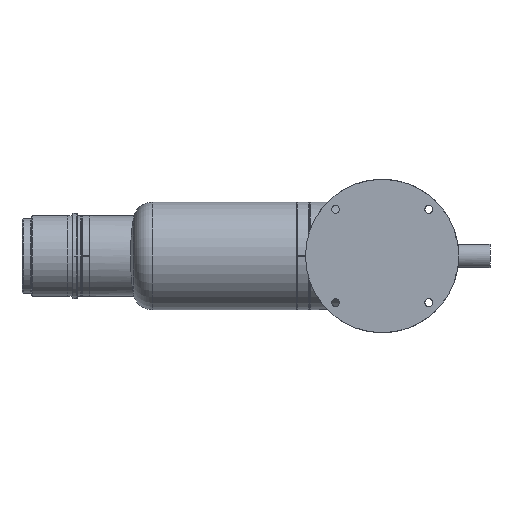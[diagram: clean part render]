
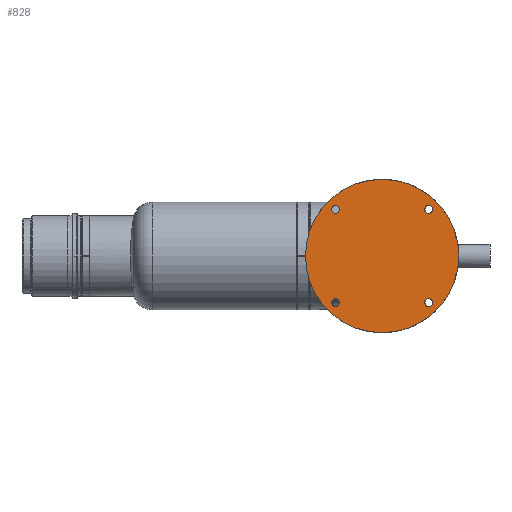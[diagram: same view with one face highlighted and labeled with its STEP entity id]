
A CAD part, front view. The second image highlights one B-rep face of the part: STEP entity #828.
In plain terms, the highlighted planar face has unit normal (0, -1, 0).
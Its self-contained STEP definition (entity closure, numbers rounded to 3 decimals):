
#62=CARTESIAN_POINT('',(-38.891,0.,-38.891));
#63=DIRECTION('',(0.,1.,0.));
#64=DIRECTION('',(1.,0.,0.));
#65=AXIS2_PLACEMENT_3D('',#62,#63,#64);
#71=CARTESIAN_POINT('',(-38.891,0.,-38.891));
#72=DIRECTION('',(0.,1.,0.));
#73=DIRECTION('',(-1.,0.,0.));
#74=AXIS2_PLACEMENT_3D('',#71,#72,#73);
#79=CARTESIAN_POINT('',(38.891,0.,-38.891));
#80=DIRECTION('',(0.,1.,0.));
#81=DIRECTION('',(0.,0.,1.));
#82=AXIS2_PLACEMENT_3D('',#79,#80,#81);
#87=CARTESIAN_POINT('',(38.891,0.,-38.891));
#88=DIRECTION('',(0.,1.,0.));
#89=DIRECTION('',(0.,0.,-1.));
#90=AXIS2_PLACEMENT_3D('',#87,#88,#89);
#95=CARTESIAN_POINT('',(38.891,0.,38.891));
#96=DIRECTION('',(0.,1.,0.));
#97=DIRECTION('',(-1.,0.,0.));
#98=AXIS2_PLACEMENT_3D('',#95,#96,#97);
#103=CARTESIAN_POINT('',(38.891,0.,38.891));
#104=DIRECTION('',(0.,1.,0.));
#105=DIRECTION('',(1.,0.,0.));
#106=AXIS2_PLACEMENT_3D('',#103,#104,#105);
#111=CARTESIAN_POINT('',(-38.891,0.,38.891));
#112=DIRECTION('',(0.,1.,0.));
#113=DIRECTION('',(0.,0.,-1.));
#114=AXIS2_PLACEMENT_3D('',#111,#112,#113);
#119=CARTESIAN_POINT('',(-38.891,0.,38.891));
#120=DIRECTION('',(0.,1.,0.));
#121=DIRECTION('',(0.,0.,1.));
#122=AXIS2_PLACEMENT_3D('',#119,#120,#121);
#142=CARTESIAN_POINT('',(0.,0.,0.));
#143=DIRECTION('',(0.,-1.,0.));
#144=DIRECTION('',(1.,0.,0.));
#145=AXIS2_PLACEMENT_3D('',#142,#143,#144);
#604=CARTESIAN_POINT('',(0.,0.,0.));
#605=DIRECTION('',(0.,1.,0.));
#606=DIRECTION('',(1.,0.,0.));
#607=AXIS2_PLACEMENT_3D('',#604,#605,#606);
#711=CARTESIAN_POINT('',(64.,0.,0.));
#712=CARTESIAN_POINT('',(-64.,0.,0.));
#713=VERTEX_POINT('',#711);
#714=VERTEX_POINT('',#712);
#723=CARTESIAN_POINT('',(-35.591,0.,-38.891));
#724=CARTESIAN_POINT('',(-42.191,0.,-38.891));
#725=VERTEX_POINT('',#723);
#726=VERTEX_POINT('',#724);
#736=CARTESIAN_POINT('',(38.891,0.,-35.591));
#737=CARTESIAN_POINT('',(38.891,0.,-42.191));
#738=VERTEX_POINT('',#736);
#739=VERTEX_POINT('',#737);
#744=CARTESIAN_POINT('',(35.591,0.,38.891));
#745=CARTESIAN_POINT('',(42.191,0.,38.891));
#746=VERTEX_POINT('',#744);
#747=VERTEX_POINT('',#745);
#752=CARTESIAN_POINT('',(-38.891,0.,35.591));
#753=CARTESIAN_POINT('',(-38.891,0.,42.191));
#754=VERTEX_POINT('',#752);
#755=VERTEX_POINT('',#753);
#793=CARTESIAN_POINT('',(0.,0.,0.));
#794=DIRECTION('',(0.,-1.,0.));
#795=DIRECTION('',(-1.,0.,0.));
#796=AXIS2_PLACEMENT_3D('',#793,#794,#795);
#797=PLANE('',#796);
#799=ORIENTED_EDGE('',*,*,#798,.F.);
#801=ORIENTED_EDGE('',*,*,#800,.T.);
#802=EDGE_LOOP('',(#799,#801));
#803=FACE_OUTER_BOUND('',#802,.F.);
#805=ORIENTED_EDGE('',*,*,#804,.F.);
#807=ORIENTED_EDGE('',*,*,#806,.F.);
#808=EDGE_LOOP('',(#805,#807));
#809=FACE_BOUND('',#808,.F.);
#811=ORIENTED_EDGE('',*,*,#810,.F.);
#813=ORIENTED_EDGE('',*,*,#812,.F.);
#814=EDGE_LOOP('',(#811,#813));
#815=FACE_BOUND('',#814,.F.);
#817=ORIENTED_EDGE('',*,*,#816,.F.);
#819=ORIENTED_EDGE('',*,*,#818,.F.);
#820=EDGE_LOOP('',(#817,#819));
#821=FACE_BOUND('',#820,.F.);
#823=ORIENTED_EDGE('',*,*,#822,.F.);
#825=ORIENTED_EDGE('',*,*,#824,.F.);
#826=EDGE_LOOP('',(#823,#825));
#827=FACE_BOUND('',#826,.F.);
#66=CIRCLE('',#65,3.3);
#75=CIRCLE('',#74,3.3);
#83=CIRCLE('',#82,3.3);
#91=CIRCLE('',#90,3.3);
#99=CIRCLE('',#98,3.3);
#107=CIRCLE('',#106,3.3);
#115=CIRCLE('',#114,3.3);
#123=CIRCLE('',#122,3.3);
#146=CIRCLE('',#145,64.);
#608=CIRCLE('',#607,64.);
#798=EDGE_CURVE('',#713,#714,#146,.T.);
#800=EDGE_CURVE('',#713,#714,#608,.T.);
#804=EDGE_CURVE('',#725,#726,#66,.T.);
#806=EDGE_CURVE('',#726,#725,#75,.T.);
#810=EDGE_CURVE('',#738,#739,#83,.T.);
#812=EDGE_CURVE('',#739,#738,#91,.T.);
#816=EDGE_CURVE('',#746,#747,#99,.T.);
#818=EDGE_CURVE('',#747,#746,#107,.T.);
#822=EDGE_CURVE('',#754,#755,#115,.T.);
#824=EDGE_CURVE('',#755,#754,#123,.T.);
#828=ADVANCED_FACE('',(#803,#809,#815,#821,#827),#797,.T.);
